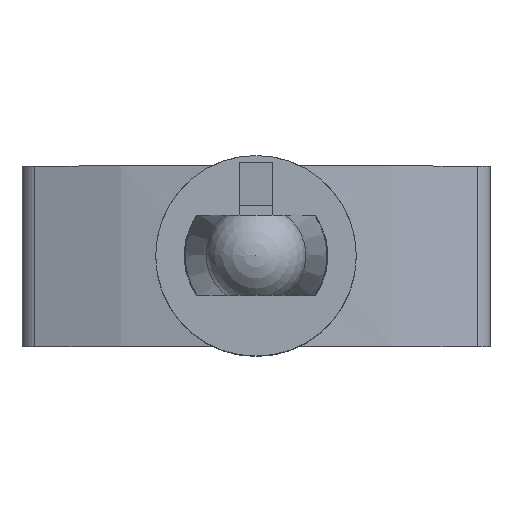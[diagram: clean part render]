
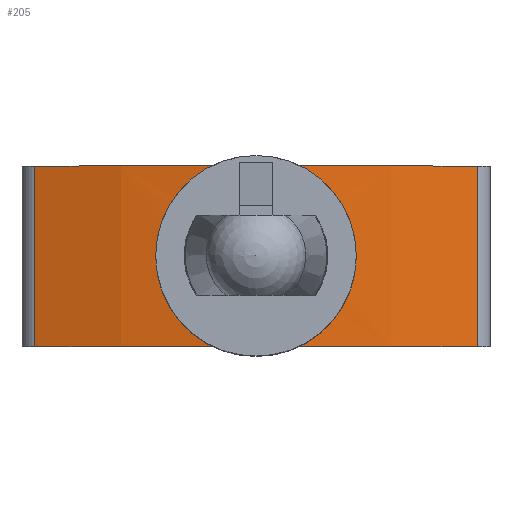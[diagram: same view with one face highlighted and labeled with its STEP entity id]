
A CAD part, top view. The second image highlights one B-rep face of the part: STEP entity #205.
In plain terms, the highlighted cylindrical face has radius 18.267 mm (diameter 36.534 mm), a partial arc.
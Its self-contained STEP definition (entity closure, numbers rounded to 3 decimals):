
#205 = ADVANCED_FACE( '', ( #452, #453 ), #454, .T. );
#452 = FACE_OUTER_BOUND( '', #1353, .T. );
#453 = FACE_BOUND( '', #1354, .T. );
#454 = CYLINDRICAL_SURFACE( '', #1355, 18.267 );
#1353 = EDGE_LOOP( '', ( #2362, #2363, #2364, #2365 ) );
#1354 = EDGE_LOOP( '', ( #2366, #2367 ) );
#1355 = AXIS2_PLACEMENT_3D( '', #2368, #2369, #2370 );
#2362 = ORIENTED_EDGE( '', *, *, #2937, .F. );
#2363 = ORIENTED_EDGE( '', *, *, #2763, .F. );
#2364 = ORIENTED_EDGE( '', *, *, #2938, .T. );
#2365 = ORIENTED_EDGE( '', *, *, #2939, .T. );
#2366 = ORIENTED_EDGE( '', *, *, #2940, .T. );
#2367 = ORIENTED_EDGE( '', *, *, #2941, .T. );
#2368 = CARTESIAN_POINT( '', ( 0., -2.7, -25.407 ) );
#2369 = DIRECTION( '', ( 0., -1., 0. ) );
#2370 = DIRECTION( '', ( 0., 0., 1. ) );
#2763 = EDGE_CURVE( '', #3119, #3115, #3121, .T. );
#2937 = EDGE_CURVE( '', #3115, #3385, #3386, .T. );
#2938 = EDGE_CURVE( '', #3119, #3387, #3388, .T. );
#2939 = EDGE_CURVE( '', #3387, #3385, #3389, .T. );
#2940 = EDGE_CURVE( '', #3390, #3391, #3392, .T. );
#2941 = EDGE_CURVE( '', #3391, #3390, #3393, .T. );
#3115 = VERTEX_POINT( '', #3691 );
#3119 = VERTEX_POINT( '', #3696 );
#3121 = LINE( '', #3698, #3699 );
#3385 = VERTEX_POINT( '', #4487 );
#3386 = CIRCLE( '', #4488, 18.267 );
#3387 = VERTEX_POINT( '', #4489 );
#3388 = CIRCLE( '', #4490, 18.267 );
#3389 = LINE( '', #4491, #4492 );
#3390 = VERTEX_POINT( '', #4493 );
#3391 = VERTEX_POINT( '', #4494 );
#3392 = B_SPLINE_CURVE_WITH_KNOTS( '', 3, ( #4495, #4496, #4497, #4498, #4499, #4500, #4501, #4502, #4503, #4504, #4505, #4506, #4507, #4508, #4509, #4510, #4511, #4512 ), .UNSPECIFIED., .F., .F., ( 4, 2, 2, 2, 2, 2, 2, 2, 4 ), ( 0., 0.001, 0.002, 0.002, 0.003, 0.004, 0.005, 0.006, 0.006 ), .UNSPECIFIED. );
#3393 = B_SPLINE_CURVE_WITH_KNOTS( '', 3, ( #4513, #4514, #4515, #4516, #4517, #4518, #4519, #4520, #4521, #4522, #4523, #4524, #4525, #4526, #4527, #4528, #4529, #4530 ), .UNSPECIFIED., .F., .F., ( 4, 2, 2, 2, 2, 2, 2, 2, 4 ), ( 0., 0.001, 0.002, 0.002, 0.003, 0.004, 0.005, 0.006, 0.006 ), .UNSPECIFIED. );
#3691 = CARTESIAN_POINT( '', ( -6.617, 2.7, -8.381 ) );
#3696 = CARTESIAN_POINT( '', ( -6.617, -2.7, -8.381 ) );
#3698 = CARTESIAN_POINT( '', ( -6.617, -2.7, -8.381 ) );
#3699 = VECTOR( '', #4736, 1000. );
#4487 = CARTESIAN_POINT( '', ( 6.617, 2.7, -8.381 ) );
#4488 = AXIS2_PLACEMENT_3D( '', #4887, #4888, #4889 );
#4489 = CARTESIAN_POINT( '', ( 6.617, -2.7, -8.381 ) );
#4490 = AXIS2_PLACEMENT_3D( '', #4890, #4891, #4892 );
#4491 = CARTESIAN_POINT( '', ( 6.617, -2.7, -8.381 ) );
#4492 = VECTOR( '', #4893, 1000. );
#4493 = CARTESIAN_POINT( '', ( -2.07, 0., -7.258 ) );
#4494 = CARTESIAN_POINT( '', ( 2.07, 0., -7.258 ) );
#4495 = CARTESIAN_POINT( '', ( -2.07, 0., -7.258 ) );
#4496 = CARTESIAN_POINT( '', ( -2.051, 0.264, -7.255 ) );
#4497 = CARTESIAN_POINT( '', ( -1.986, 0.524, -7.248 ) );
#4498 = CARTESIAN_POINT( '', ( -1.764, 1.004, -7.225 ) );
#4499 = CARTESIAN_POINT( '', ( -1.61, 1.223, -7.21 ) );
#4500 = CARTESIAN_POINT( '', ( -1.235, 1.593, -7.181 ) );
#4501 = CARTESIAN_POINT( '', ( -1.013, 1.745, -7.166 ) );
#4502 = CARTESIAN_POINT( '', ( -0.528, 1.954, -7.146 ) );
#4503 = CARTESIAN_POINT( '', ( -0.264, 2.01, -7.14 ) );
#4504 = CARTESIAN_POINT( '', ( 0.264, 2.01, -7.14 ) );
#4505 = CARTESIAN_POINT( '', ( 0.527, 1.954, -7.146 ) );
#4506 = CARTESIAN_POINT( '', ( 1.012, 1.745, -7.166 ) );
#4507 = CARTESIAN_POINT( '', ( 1.234, 1.594, -7.181 ) );
#4508 = CARTESIAN_POINT( '', ( 1.61, 1.223, -7.21 ) );
#4509 = CARTESIAN_POINT( '', ( 1.764, 1.004, -7.225 ) );
#4510 = CARTESIAN_POINT( '', ( 1.985, 0.525, -7.248 ) );
#4511 = CARTESIAN_POINT( '', ( 2.051, 0.264, -7.255 ) );
#4512 = CARTESIAN_POINT( '', ( 2.07, 0., -7.258 ) );
#4513 = CARTESIAN_POINT( '', ( 2.07, 0., -7.258 ) );
#4514 = CARTESIAN_POINT( '', ( 2.051, -0.264, -7.255 ) );
#4515 = CARTESIAN_POINT( '', ( 1.986, -0.524, -7.248 ) );
#4516 = CARTESIAN_POINT( '', ( 1.764, -1.004, -7.225 ) );
#4517 = CARTESIAN_POINT( '', ( 1.61, -1.223, -7.21 ) );
#4518 = CARTESIAN_POINT( '', ( 1.235, -1.593, -7.181 ) );
#4519 = CARTESIAN_POINT( '', ( 1.013, -1.745, -7.166 ) );
#4520 = CARTESIAN_POINT( '', ( 0.528, -1.954, -7.146 ) );
#4521 = CARTESIAN_POINT( '', ( 0.264, -2.01, -7.14 ) );
#4522 = CARTESIAN_POINT( '', ( -0.264, -2.01, -7.14 ) );
#4523 = CARTESIAN_POINT( '', ( -0.527, -1.954, -7.146 ) );
#4524 = CARTESIAN_POINT( '', ( -1.012, -1.745, -7.166 ) );
#4525 = CARTESIAN_POINT( '', ( -1.234, -1.594, -7.181 ) );
#4526 = CARTESIAN_POINT( '', ( -1.61, -1.223, -7.21 ) );
#4527 = CARTESIAN_POINT( '', ( -1.764, -1.004, -7.225 ) );
#4528 = CARTESIAN_POINT( '', ( -1.985, -0.525, -7.248 ) );
#4529 = CARTESIAN_POINT( '', ( -2.051, -0.264, -7.255 ) );
#4530 = CARTESIAN_POINT( '', ( -2.07, 0., -7.258 ) );
#4736 = DIRECTION( '', ( 0., 1., 0. ) );
#4887 = CARTESIAN_POINT( '', ( 0., 2.7, -25.407 ) );
#4888 = DIRECTION( '', ( 0., 1., 0. ) );
#4889 = DIRECTION( '', ( 1., 0., 0. ) );
#4890 = CARTESIAN_POINT( '', ( 0., -2.7, -25.407 ) );
#4891 = DIRECTION( '', ( 0., 1., 0. ) );
#4892 = DIRECTION( '', ( 1., 0., 0. ) );
#4893 = DIRECTION( '', ( 0., 1., 0. ) );
